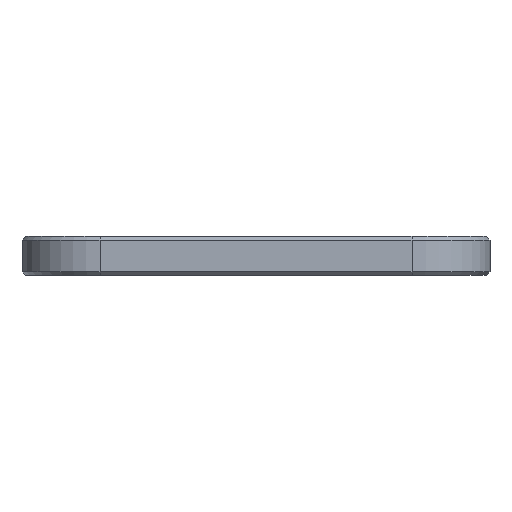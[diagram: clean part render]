
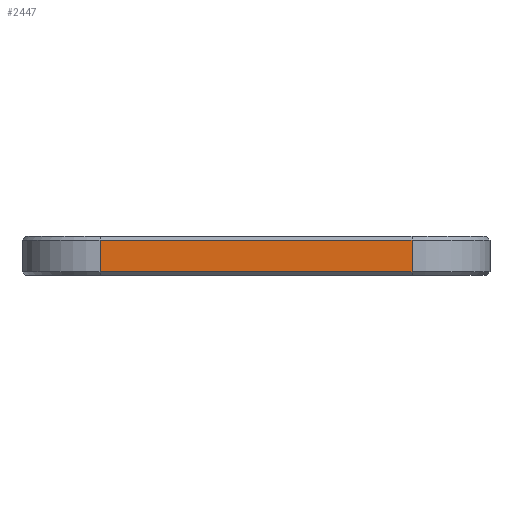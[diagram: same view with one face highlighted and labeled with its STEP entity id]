
A CAD part, front view. The second image highlights one B-rep face of the part: STEP entity #2447.
In plain terms, the highlighted planar face has unit normal (0, -1, 0).
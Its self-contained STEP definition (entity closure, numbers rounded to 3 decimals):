
#158 = PLANE('',#159);
#159 = AXIS2_PLACEMENT_3D('',#160,#161,#162);
#160 = CARTESIAN_POINT('',(0.,-6.1,0.15));
#161 = DIRECTION('',(0.,-0.707,-0.707));
#162 = DIRECTION('',(-1.,-0.,-0.));
#972 = VERTEX_POINT('',#973);
#973 = CARTESIAN_POINT('',(25.,-6.25,0.3));
#1009 = CYLINDRICAL_SURFACE('',#1010,6.25);
#1010 = AXIS2_PLACEMENT_3D('',#1011,#1012,#1013);
#1011 = CARTESIAN_POINT('',(25.,0.,0.));
#1012 = DIRECTION('',(-0.,-0.,-1.));
#1013 = DIRECTION('',(1.,0.,0.));
#1081 = VERTEX_POINT('',#1082);
#1082 = CARTESIAN_POINT('',(0.,-6.25,0.3));
#1103 = EDGE_CURVE('',#1081,#972,#1104,.T.);
#1104 = SURFACE_CURVE('',#1105,(#1109,#1116),.PCURVE_S1.);
#1105 = LINE('',#1106,#1107);
#1106 = CARTESIAN_POINT('',(0.,-6.25,0.3));
#1107 = VECTOR('',#1108,1.);
#1108 = DIRECTION('',(1.,0.,0.));
#1109 = PCURVE('',#158,#1110);
#1110 = DEFINITIONAL_REPRESENTATION('',(#1111),#1115);
#1111 = LINE('',#1112,#1113);
#1112 = CARTESIAN_POINT('',(-0.,-0.212));
#1113 = VECTOR('',#1114,1.);
#1114 = DIRECTION('',(-1.,0.));
#1115 = ( GEOMETRIC_REPRESENTATION_CONTEXT(2) 
PARAMETRIC_REPRESENTATION_CONTEXT() REPRESENTATION_CONTEXT('2D SPACE',''
  ) );
#1116 = PCURVE('',#1117,#1122);
#1117 = PLANE('',#1118);
#1118 = AXIS2_PLACEMENT_3D('',#1119,#1120,#1121);
#1119 = CARTESIAN_POINT('',(0.,-6.25,0.));
#1120 = DIRECTION('',(0.,1.,0.));
#1121 = DIRECTION('',(1.,0.,0.));
#1122 = DEFINITIONAL_REPRESENTATION('',(#1123),#1127);
#1123 = LINE('',#1124,#1125);
#1124 = CARTESIAN_POINT('',(0.,-0.3));
#1125 = VECTOR('',#1126,1.);
#1126 = DIRECTION('',(1.,0.));
#1127 = ( GEOMETRIC_REPRESENTATION_CONTEXT(2) 
PARAMETRIC_REPRESENTATION_CONTEXT() REPRESENTATION_CONTEXT('2D SPACE',''
  ) );
#1150 = CYLINDRICAL_SURFACE('',#1151,6.25);
#1151 = AXIS2_PLACEMENT_3D('',#1152,#1153,#1154);
#1152 = CARTESIAN_POINT('',(0.,0.,0.));
#1153 = DIRECTION('',(-0.,-0.,-1.));
#1154 = DIRECTION('',(1.,0.,0.));
#2342 = EDGE_CURVE('',#972,#2343,#2345,.T.);
#2343 = VERTEX_POINT('',#2344);
#2344 = CARTESIAN_POINT('',(25.,-6.25,2.825));
#2345 = SURFACE_CURVE('',#2346,(#2350,#2357),.PCURVE_S1.);
#2346 = LINE('',#2347,#2348);
#2347 = CARTESIAN_POINT('',(25.,-6.25,0.));
#2348 = VECTOR('',#2349,1.);
#2349 = DIRECTION('',(0.,0.,1.));
#2350 = PCURVE('',#1009,#2351);
#2351 = DEFINITIONAL_REPRESENTATION('',(#2352),#2356);
#2352 = LINE('',#2353,#2354);
#2353 = CARTESIAN_POINT('',(-4.712,0.));
#2354 = VECTOR('',#2355,1.);
#2355 = DIRECTION('',(-0.,-1.));
#2356 = ( GEOMETRIC_REPRESENTATION_CONTEXT(2) 
PARAMETRIC_REPRESENTATION_CONTEXT() REPRESENTATION_CONTEXT('2D SPACE',''
  ) );
#2357 = PCURVE('',#1117,#2358);
#2358 = DEFINITIONAL_REPRESENTATION('',(#2359),#2363);
#2359 = LINE('',#2360,#2361);
#2360 = CARTESIAN_POINT('',(25.,0.));
#2361 = VECTOR('',#2362,1.);
#2362 = DIRECTION('',(0.,-1.));
#2363 = ( GEOMETRIC_REPRESENTATION_CONTEXT(2) 
PARAMETRIC_REPRESENTATION_CONTEXT() REPRESENTATION_CONTEXT('2D SPACE',''
  ) );
#2447 = ADVANCED_FACE('',(#2448),#1117,.F.);
#2448 = FACE_BOUND('',#2449,.F.);
#2449 = EDGE_LOOP('',(#2450,#2473,#2499,#2500));
#2450 = ORIENTED_EDGE('',*,*,#2451,.T.);
#2451 = EDGE_CURVE('',#1081,#2452,#2454,.T.);
#2452 = VERTEX_POINT('',#2453);
#2453 = CARTESIAN_POINT('',(0.,-6.25,2.825));
#2454 = SURFACE_CURVE('',#2455,(#2459,#2466),.PCURVE_S1.);
#2455 = LINE('',#2456,#2457);
#2456 = CARTESIAN_POINT('',(0.,-6.25,0.));
#2457 = VECTOR('',#2458,1.);
#2458 = DIRECTION('',(0.,0.,1.));
#2459 = PCURVE('',#1117,#2460);
#2460 = DEFINITIONAL_REPRESENTATION('',(#2461),#2465);
#2461 = LINE('',#2462,#2463);
#2462 = CARTESIAN_POINT('',(0.,0.));
#2463 = VECTOR('',#2464,1.);
#2464 = DIRECTION('',(0.,-1.));
#2465 = ( GEOMETRIC_REPRESENTATION_CONTEXT(2) 
PARAMETRIC_REPRESENTATION_CONTEXT() REPRESENTATION_CONTEXT('2D SPACE',''
  ) );
#2466 = PCURVE('',#1150,#2467);
#2467 = DEFINITIONAL_REPRESENTATION('',(#2468),#2472);
#2468 = LINE('',#2469,#2470);
#2469 = CARTESIAN_POINT('',(-4.712,0.));
#2470 = VECTOR('',#2471,1.);
#2471 = DIRECTION('',(-0.,-1.));
#2472 = ( GEOMETRIC_REPRESENTATION_CONTEXT(2) 
PARAMETRIC_REPRESENTATION_CONTEXT() REPRESENTATION_CONTEXT('2D SPACE',''
  ) );
#2473 = ORIENTED_EDGE('',*,*,#2474,.T.);
#2474 = EDGE_CURVE('',#2452,#2343,#2475,.T.);
#2475 = SURFACE_CURVE('',#2476,(#2480,#2487),.PCURVE_S1.);
#2476 = LINE('',#2477,#2478);
#2477 = CARTESIAN_POINT('',(0.,-6.25,2.825));
#2478 = VECTOR('',#2479,1.);
#2479 = DIRECTION('',(1.,0.,0.));
#2480 = PCURVE('',#1117,#2481);
#2481 = DEFINITIONAL_REPRESENTATION('',(#2482),#2486);
#2482 = LINE('',#2483,#2484);
#2483 = CARTESIAN_POINT('',(0.,-2.825));
#2484 = VECTOR('',#2485,1.);
#2485 = DIRECTION('',(1.,0.));
#2486 = ( GEOMETRIC_REPRESENTATION_CONTEXT(2) 
PARAMETRIC_REPRESENTATION_CONTEXT() REPRESENTATION_CONTEXT('2D SPACE',''
  ) );
#2487 = PCURVE('',#2488,#2493);
#2488 = PLANE('',#2489);
#2489 = AXIS2_PLACEMENT_3D('',#2490,#2491,#2492);
#2490 = CARTESIAN_POINT('',(0.,-6.1,2.975));
#2491 = DIRECTION('',(0.,0.707,-0.707));
#2492 = DIRECTION('',(-1.,-0.,-0.));
#2493 = DEFINITIONAL_REPRESENTATION('',(#2494),#2498);
#2494 = LINE('',#2495,#2496);
#2495 = CARTESIAN_POINT('',(-0.,-0.212));
#2496 = VECTOR('',#2497,1.);
#2497 = DIRECTION('',(-1.,0.));
#2498 = ( GEOMETRIC_REPRESENTATION_CONTEXT(2) 
PARAMETRIC_REPRESENTATION_CONTEXT() REPRESENTATION_CONTEXT('2D SPACE',''
  ) );
#2499 = ORIENTED_EDGE('',*,*,#2342,.F.);
#2500 = ORIENTED_EDGE('',*,*,#1103,.F.);
